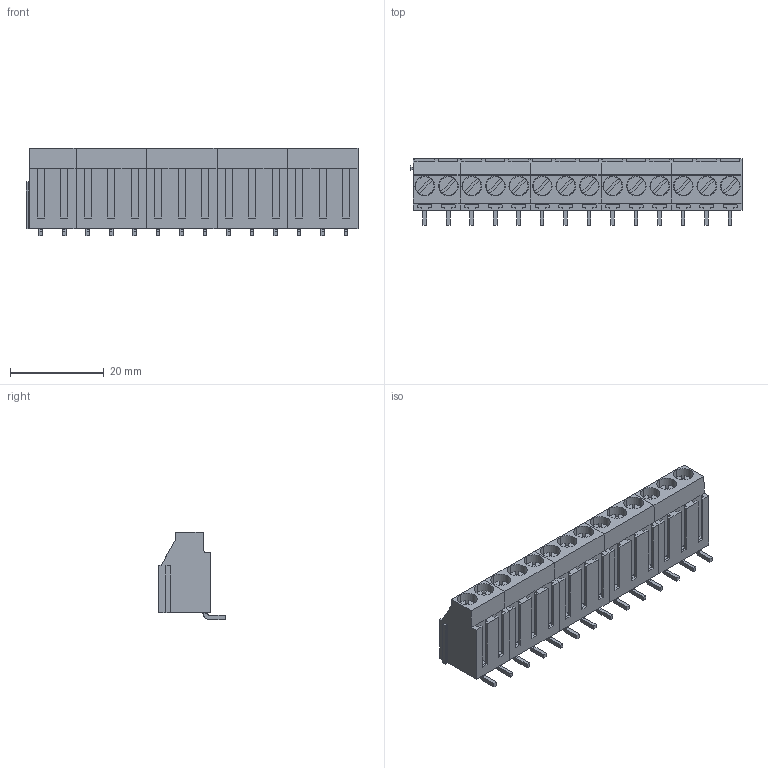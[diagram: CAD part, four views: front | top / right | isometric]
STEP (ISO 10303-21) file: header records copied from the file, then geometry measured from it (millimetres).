
FILE_DESCRIPTION(('CATIA V5 STEP','CAx-IF Rec.Pracs.--- Model Styling and Organization---1.2---2011-12-15'),'2;1');
FILE_NAME ('D1462021_0', '2017-01-24T05:05:07+00:00', ('none'), ('Weidmueller'), 'CATIA Version 5-6 Release 2014', 'CATIA V5 STEP AP214', 'none');
FILE_SCHEMA(('AUTOMOTIVE_DESIGN { 1 0 10303 214 1 1 1 1 }'));
Length unit declared in the file: millimetre
Products named in the file (1): 2429620000
Bounding box: 70.65 x 14.2 x 18.57 mm (x, y, z)
Volume: 9288 mm3; surface area: 9495.4 mm2
Topology: 33 solids, 33 shells, 1077 faces, 2823 edges, 1854 vertices
Faces by surface type: plane 993, cylinder 56, extrusion 28
Entity records: 32292 total; most frequent: CARTESIAN_POINT 6260, ORIENTED_EDGE 5646, DIRECTION 4335, EDGE_CURVE 2823, VECTOR 2627, LINE 2599, VERTEX_POINT 1854, EDGE_LOOP 1119
